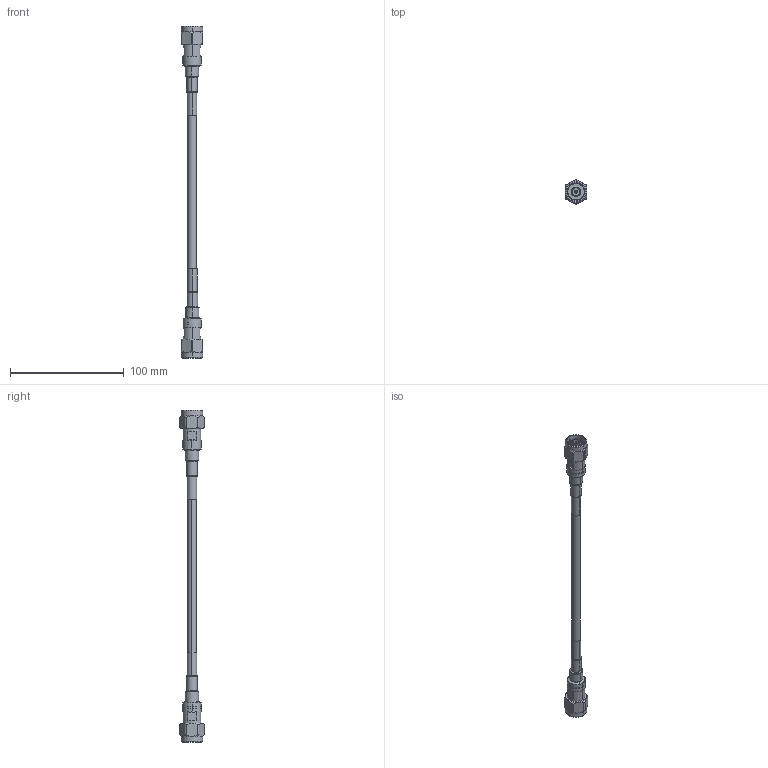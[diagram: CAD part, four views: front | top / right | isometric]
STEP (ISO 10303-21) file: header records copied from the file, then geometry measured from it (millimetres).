
FILE_DESCRIPTION (( 'STEP AP203' ), '1' );
FILE_NAME ('PE330.step', '2018-09-17T14:12:22', ( '' ), ( '' ), 'SwSTEP 2.0', 'SolidWorks 2017', '' );
FILE_SCHEMA (( 'CONFIG_CONTROL_DESIGN' ));
Length unit declared in the file: inch
Products named in the file (4): Heatshrink.^PE330; PE330; PE44809; Coax Cable_PE-P300LL
Assembly tree (5 placements, depth 2):
  PE330
    Coax Cable_PE-P300LL
    PE44809  x2
    Heatshrink.^PE330  x2
Bounding box: 19.04 x 21.2 x 291.54 mm (x, y, z)
Volume: 33703.3 mm3; surface area: 17021.2 mm2
Topology: 5 solids, 5 shells, 254 faces, 610 edges, 386 vertices
Faces by surface type: cylinder 88, plane 82, cone 54, torus 16, bspline 14
Entity records: 6387 total; most frequent: CARTESIAN_POINT 2984, DIRECTION 631, ORIENTED_EDGE 616, EDGE_CURVE 308, AXIS2_PLACEMENT_3D 265, VERTEX_POINT 195, EDGE_LOOP 139, CIRCLE 135
